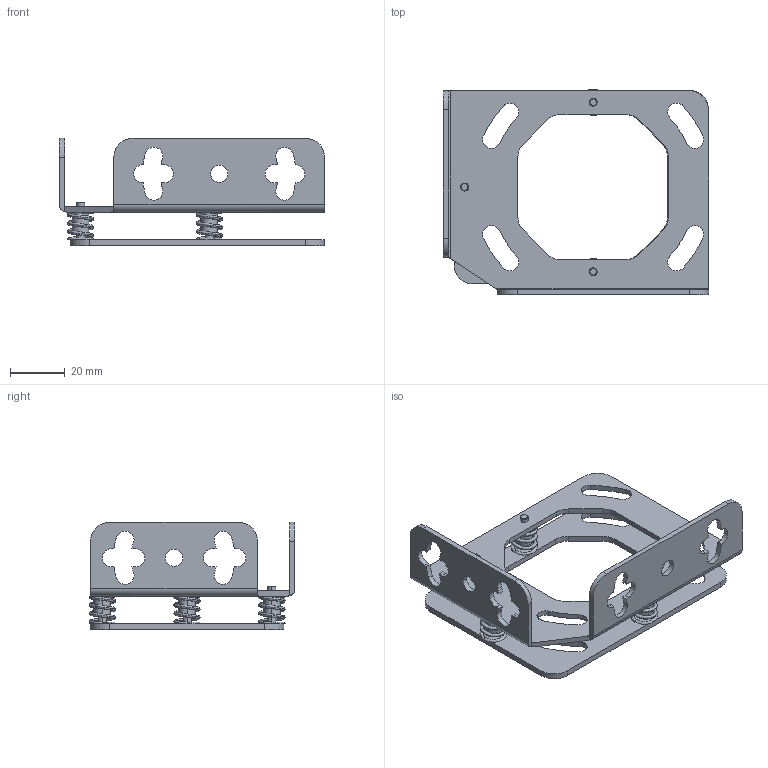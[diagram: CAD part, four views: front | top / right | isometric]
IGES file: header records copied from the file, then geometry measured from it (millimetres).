
Start section:  PTC IGES file: 141804.igs
Global section: file name: 141804.igs; native system: Pro/ENGINEER by Parametric Technology Corporation; preprocessor: 2006170; author: banengservice; organization: Unknown; date: 20080815.070709; units: inch
Bounding box: 96.9 x 75.28 x 39.36 mm (x, y, z)
Volume: 20986.1 mm3; surface area: 26133.5 mm2
Topology: 1 solids, 4 shells, 283 faces, 763 edges, 487 vertices
Faces by surface type: revolution 160, bspline 120, extrusion 3
